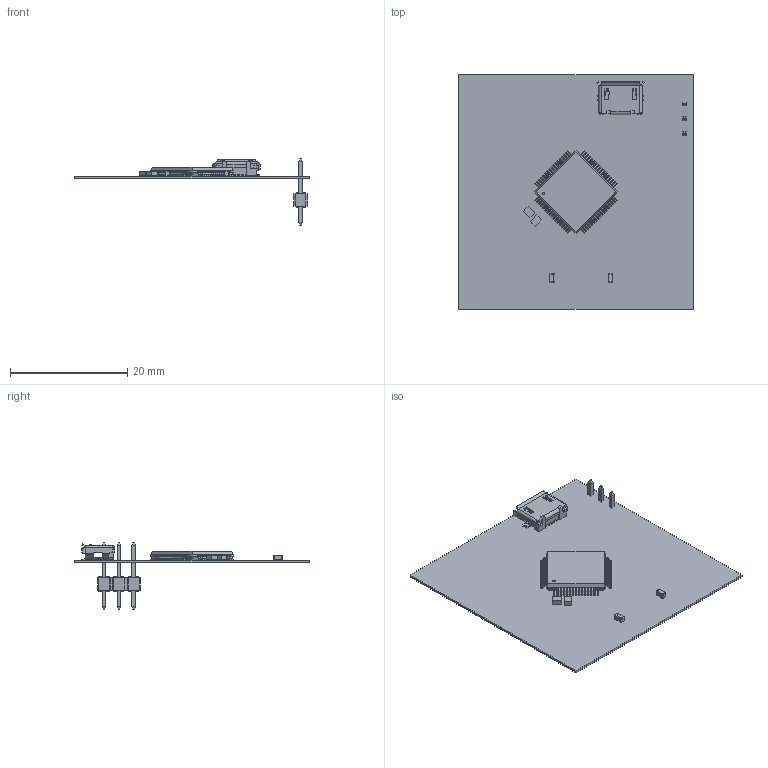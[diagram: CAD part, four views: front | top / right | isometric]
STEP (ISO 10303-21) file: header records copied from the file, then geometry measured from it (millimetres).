
FILE_DESCRIPTION(('Open CASCADE Model'),'2;1');
FILE_NAME('Open CASCADE Shape Model','2024-01-03T14:44:41',('Author'),( 'Open CASCADE'),'Open CASCADE STEP processor 7.5','Open CASCADE 7.5' ,'Unknown');
FILE_SCHEMA(('AUTOMOTIVE_DESIGN { 1 0 10303 214 1 1 1 1 }'));
Length unit declared in the file: millimetre
Products named in the file (25): PCB; Board; Open CASCADE STEP translator 7.5 1.1.1; C2; 0603_SMD_C; Fillet1; Fillet2; body2; C1; X2; ECS-327MV-CN-TR; Body; Pins; X1; ECS-1612MV-080-CN-TR; J2; UJ2-MIBH-G-SMT-TR; J3; HDR_1X3_2.54_THD; 98471_003; 77310_Y16; U1; 6221114640
Assembly tree (27 placements, depth 4):
  PCB
    Board
      Open CASCADE STEP translator 7.5 1.1.1
    C2
      0603_SMD_C
        Fillet1
        Fillet2
        body2
    C1
      0603_SMD_C
        Fillet1
        Fillet2
        body2
    X2
      ECS-327MV-CN-TR
        Body
        Pins
    X1
      ECS-1612MV-080-CN-TR
        Body
        Pins
    J2
      UJ2-MIBH-G-SMT-TR
    J3
      HDR_1X3_2.54_THD
        98471_003
        77310_Y16  x3
    U1
      6221114640
Bounding box: 40 x 40 x 11.5 mm (x, y, z)
Volume: 903.2 mm3; surface area: 4089.8 mm2
Topology: 88 solids, 88 shells, 1775 faces, 4558 edges, 2958 vertices
Faces by surface type: plane 1283, cylinder 468, sphere 20, cone 4
Full cylindrical faces by diameter (mm): 0.4 x1
Entity records: 60204 total; most frequent: CARTESIAN_POINT 9308, ORIENTED_EDGE 8772, DIRECTION 8663, EDGE_CURVE 4386, LINE 3467, VECTOR 3467, VERTEX_POINT 2870, AXIS2_PLACEMENT_3D 2598
